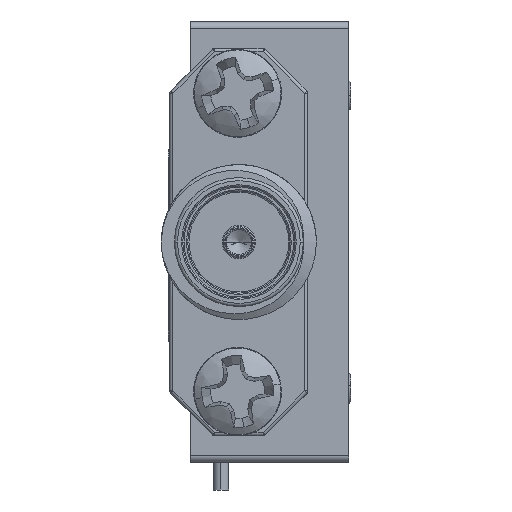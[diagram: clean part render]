
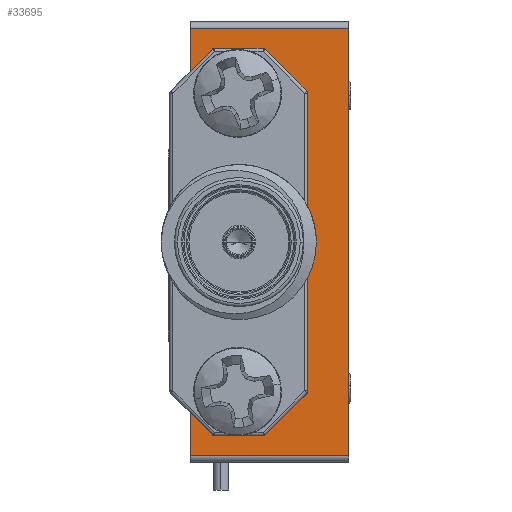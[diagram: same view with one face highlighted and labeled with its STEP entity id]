
A CAD part, left-side view. The second image highlights one B-rep face of the part: STEP entity #33695.
In plain terms, the highlighted planar face has unit normal (-1, 0, 0).
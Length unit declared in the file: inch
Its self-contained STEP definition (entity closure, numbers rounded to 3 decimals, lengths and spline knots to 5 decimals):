
#869 = LINE ( 'NONE', #49807, #31082 ) ;
#1606 = CARTESIAN_POINT ( 'NONE',  ( -0.54, -0.197, -0.345 ) ) ;
#2227 = VERTEX_POINT ( 'NONE', #45257 ) ;
#2350 = CARTESIAN_POINT ( 'NONE',  ( -0.54, -0.018, 0.24 ) ) ;
#2357 = CIRCLE ( 'NONE', #22426, 0.0525 ) ;
#2910 = VERTEX_POINT ( 'NONE', #48488 ) ;
#3327 = VECTOR ( 'NONE', #44466, 39.37008 ) ;
#3525 = AXIS2_PLACEMENT_3D ( 'NONE', #39176, #50675, #26632 ) ;
#3704 = CARTESIAN_POINT ( 'NONE',  ( -0.54, 0.058, -0.355 ) ) ;
#3983 = DIRECTION ( 'NONE',  ( 0., 0., 1. ) ) ;
#4500 = DIRECTION ( 'NONE',  ( 0., 0., 1. ) ) ;
#4512 = FACE_BOUND ( 'NONE', #17970, .T. ) ;
#4849 = EDGE_CURVE ( 'NONE', #27176, #9079, #8347, .T. ) ;
#4987 = VECTOR ( 'NONE', #8856, 39.37008 ) ;
#5287 = DIRECTION ( 'NONE',  ( 0., 0., 1. ) ) ;
#6296 = ORIENTED_EDGE ( 'NONE', *, *, #45459, .F. ) ;
#7276 = LINE ( 'NONE', #23254, #17651 ) ;
#7499 = CARTESIAN_POINT ( 'NONE',  ( -0.54, -0.09, 0.182 ) ) ;
#8221 = CARTESIAN_POINT ( 'NONE',  ( -0.54, 0.058, -0.182 ) ) ;
#8292 = ORIENTED_EDGE ( 'NONE', *, *, #22458, .T. ) ;
#8347 = CIRCLE ( 'NONE', #34305, 0.0525 ) ;
#8384 = VERTEX_POINT ( 'NONE', #19611 ) ;
#8856 = DIRECTION ( 'NONE',  ( 0., 0., 1. ) ) ;
#9079 = VERTEX_POINT ( 'NONE', #16092 ) ;
#11069 = LINE ( 'NONE', #35476, #50009 ) ;
#12529 = ORIENTED_EDGE ( 'NONE', *, *, #40272, .F. ) ;
#12905 = CARTESIAN_POINT ( 'NONE',  ( -0.54, -0.018, 0.24 ) ) ;
#13622 = DIRECTION ( 'NONE',  ( -1., 0., 0. ) ) ;
#13967 = ORIENTED_EDGE ( 'NONE', *, *, #22528, .T. ) ;
#14255 = CARTESIAN_POINT ( 'NONE',  ( -0.54, -0.018, 0.2925 ) ) ;
#14961 = DIRECTION ( 'NONE',  ( 0., 0., 1. ) ) ;
#16015 = CIRCLE ( 'NONE', #3525, 0.0525 ) ;
#16092 = CARTESIAN_POINT ( 'NONE',  ( -0.54, -0.018, 0.1875 ) ) ;
#16712 = ORIENTED_EDGE ( 'NONE', *, *, #40327, .F. ) ;
#16811 = PLANE ( 'NONE',  #29534 ) ;
#16970 = LINE ( 'NONE', #29063, #4987 ) ;
#17363 = DIRECTION ( 'NONE',  ( 0., 0., 1. ) ) ;
#17651 = VECTOR ( 'NONE', #46571, 39.37008 ) ;
#17823 = LINE ( 'NONE', #26230, #30556 ) ;
#17970 = EDGE_LOOP ( 'NONE', ( #25794, #6296 ) ) ;
#18312 = DIRECTION ( 'NONE',  ( 0., 0., 1. ) ) ;
#19611 = CARTESIAN_POINT ( 'NONE',  ( -0.54, 0.058, 0.345 ) ) ;
#22426 = AXIS2_PLACEMENT_3D ( 'NONE', #32318, #48232, #4500 ) ;
#22458 = EDGE_CURVE ( 'NONE', #2227, #42675, #28544, .T. ) ;
#22528 = EDGE_CURVE ( 'NONE', #29172, #37694, #16970, .T. ) ;
#23040 = ORIENTED_EDGE ( 'NONE', *, *, #51628, .T. ) ;
#23079 = EDGE_LOOP ( 'NONE', ( #13967, #23040, #34690, #24858, #33343, #8292, #12529, #42851 ) ) ;
#23099 = VERTEX_POINT ( 'NONE', #28691 ) ;
#23254 = CARTESIAN_POINT ( 'NONE',  ( -0.54, 0.058, -0.345 ) ) ;
#24858 = ORIENTED_EDGE ( 'NONE', *, *, #38202, .F. ) ;
#24939 = FACE_OUTER_BOUND ( 'NONE', #23079, .T. ) ;
#25641 = CARTESIAN_POINT ( 'NONE',  ( -0.54, 0.058, 0.182 ) ) ;
#25794 = ORIENTED_EDGE ( 'NONE', *, *, #4849, .F. ) ;
#26230 = CARTESIAN_POINT ( 'NONE',  ( -0.54, 0.058, 0.345 ) ) ;
#26392 = AXIS2_PLACEMENT_3D ( 'NONE', #2350, #13622, #18312 ) ;
#26632 = DIRECTION ( 'NONE',  ( 0., 0., 1. ) ) ;
#27176 = VERTEX_POINT ( 'NONE', #14255 ) ;
#27887 = CARTESIAN_POINT ( 'NONE',  ( -0.54, 0.058, -0.355 ) ) ;
#28544 = LINE ( 'NONE', #29328, #3327 ) ;
#28691 = CARTESIAN_POINT ( 'NONE',  ( -0.54, -0.018, -0.1885 ) ) ;
#29001 = CARTESIAN_POINT ( 'NONE',  ( -0.54, -0.09, 0.182 ) ) ;
#29063 = CARTESIAN_POINT ( 'NONE',  ( -0.54, -0.197, -0.355 ) ) ;
#29172 = VERTEX_POINT ( 'NONE', #1606 ) ;
#29328 = CARTESIAN_POINT ( 'NONE',  ( -0.54, -0.09, -0.182 ) ) ;
#29534 = AXIS2_PLACEMENT_3D ( 'NONE', #27887, #36503, #40145 ) ;
#29785 = CIRCLE ( 'NONE', #26392, 0.0525 ) ;
#30556 = VECTOR ( 'NONE', #41667, 39.37008 ) ;
#31082 = VECTOR ( 'NONE', #17363, 39.37008 ) ;
#31669 = LINE ( 'NONE', #7499, #41618 ) ;
#32318 = CARTESIAN_POINT ( 'NONE',  ( -0.54, -0.018, -0.241 ) ) ;
#33049 = CARTESIAN_POINT ( 'NONE',  ( -0.54, -0.197, 0.345 ) ) ;
#33180 = EDGE_CURVE ( 'NONE', #40199, #23099, #16015, .T. ) ;
#33343 = ORIENTED_EDGE ( 'NONE', *, *, #47241, .F. ) ;
#33695 = ADVANCED_FACE ( 'NONE', ( #4512, #24939, #48504 ), #16811, .F. ) ;
#34305 = AXIS2_PLACEMENT_3D ( 'NONE', #12905, #49541, #5287 ) ;
#34570 = ORIENTED_EDGE ( 'NONE', *, *, #33180, .F. ) ;
#34690 = ORIENTED_EDGE ( 'NONE', *, *, #35831, .F. ) ;
#35476 = CARTESIAN_POINT ( 'NONE',  ( -0.54, 0.058, -0.355 ) ) ;
#35495 = EDGE_LOOP ( 'NONE', ( #16712, #34570 ) ) ;
#35565 = VECTOR ( 'NONE', #14961, 39.37008 ) ;
#35831 = EDGE_CURVE ( 'NONE', #44275, #8384, #42986, .T. ) ;
#36503 = DIRECTION ( 'NONE',  ( 1., 0., 0. ) ) ;
#37694 = VERTEX_POINT ( 'NONE', #33049 ) ;
#38202 = EDGE_CURVE ( 'NONE', #39296, #44275, #31669, .T. ) ;
#39176 = CARTESIAN_POINT ( 'NONE',  ( -0.54, -0.018, -0.241 ) ) ;
#39296 = VERTEX_POINT ( 'NONE', #29001 ) ;
#39362 = CARTESIAN_POINT ( 'NONE',  ( -0.54, -0.018, -0.2935 ) ) ;
#39968 = DIRECTION ( 'NONE',  ( 0., 1., 0. ) ) ;
#40145 = DIRECTION ( 'NONE',  ( 0., 0., -1. ) ) ;
#40199 = VERTEX_POINT ( 'NONE', #39362 ) ;
#40272 = EDGE_CURVE ( 'NONE', #2910, #42675, #11069, .T. ) ;
#40327 = EDGE_CURVE ( 'NONE', #23099, #40199, #2357, .T. ) ;
#41618 = VECTOR ( 'NONE', #39968, 39.37008 ) ;
#41667 = DIRECTION ( 'NONE',  ( 0., 1., 0. ) ) ;
#42675 = VERTEX_POINT ( 'NONE', #8221 ) ;
#42851 = ORIENTED_EDGE ( 'NONE', *, *, #49293, .T. ) ;
#42986 = LINE ( 'NONE', #3704, #35565 ) ;
#44275 = VERTEX_POINT ( 'NONE', #25641 ) ;
#44466 = DIRECTION ( 'NONE',  ( 0., 1., 0. ) ) ;
#45257 = CARTESIAN_POINT ( 'NONE',  ( -0.54, -0.09, -0.182 ) ) ;
#45459 = EDGE_CURVE ( 'NONE', #9079, #27176, #29785, .T. ) ;
#46571 = DIRECTION ( 'NONE',  ( 0., -1., 0. ) ) ;
#47241 = EDGE_CURVE ( 'NONE', #2227, #39296, #869, .T. ) ;
#48232 = DIRECTION ( 'NONE',  ( -1., 0., 0. ) ) ;
#48488 = CARTESIAN_POINT ( 'NONE',  ( -0.54, 0.058, -0.345 ) ) ;
#48504 = FACE_BOUND ( 'NONE', #35495, .T. ) ;
#49293 = EDGE_CURVE ( 'NONE', #2910, #29172, #7276, .T. ) ;
#49541 = DIRECTION ( 'NONE',  ( -1., 0., 0. ) ) ;
#49807 = CARTESIAN_POINT ( 'NONE',  ( -0.54, -0.09, 0.182 ) ) ;
#50009 = VECTOR ( 'NONE', #3983, 39.37008 ) ;
#50675 = DIRECTION ( 'NONE',  ( -1., 0., 0. ) ) ;
#51628 = EDGE_CURVE ( 'NONE', #37694, #8384, #17823, .T. ) ;
